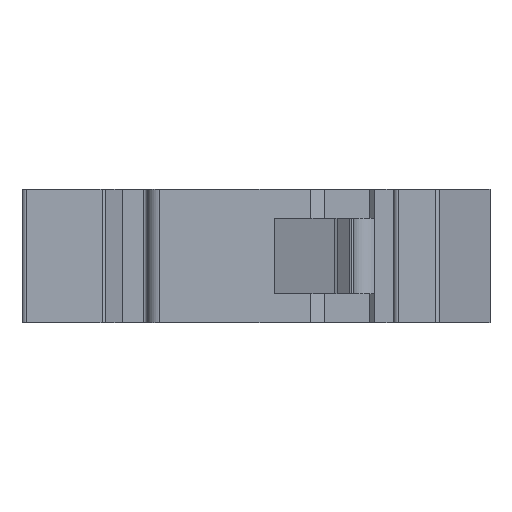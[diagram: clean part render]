
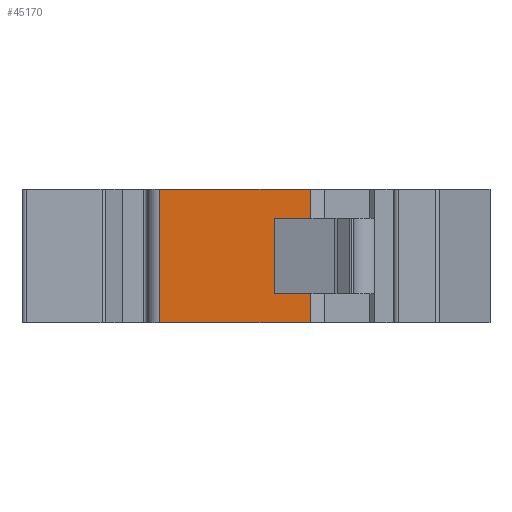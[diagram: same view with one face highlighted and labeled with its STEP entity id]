
A CAD part, front view. The second image highlights one B-rep face of the part: STEP entity #45170.
In plain terms, the highlighted planar face has unit normal (0, -1, 0).
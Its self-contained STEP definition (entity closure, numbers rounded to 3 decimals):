
#6480=CARTESIAN_POINT('',(7.168,-9.8,-12.5));
#6490=VERTEX_POINT('',#6480);
#6520=CARTESIAN_POINT('',(0.,-9.8,-12.5));
#6530=DIRECTION('',(-1.,0.,0.));
#6540=VECTOR('',#6530,1.);
#6550=LINE('',#6520,#6540);
#6560=CARTESIAN_POINT('',(2.9,-9.8,-12.5));
#6570=VERTEX_POINT('',#6560);
#6580=EDGE_CURVE('',#6490,#6570,#6550,.T.);
#14950=CARTESIAN_POINT('',(7.168,-9.8,
0.));
#14960=VERTEX_POINT('',#14950);
#14990=CARTESIAN_POINT('',(0.,-9.8,0.));
#15000=DIRECTION('',(-1.,0.,0.));
#15010=VECTOR('',#15000,1.);
#15020=LINE('',#14990,#15010);
#15030=CARTESIAN_POINT('',(-10.8,-9.8,0.)
);
#15040=VERTEX_POINT('',#15030);
#15050=EDGE_CURVE('',#14960,#15040,#15020,.T.);
#20370=CARTESIAN_POINT('',(2.9,-9.8,0.));
#20380=DIRECTION('',(0.,0.,1.));
#20390=VECTOR('',#20380,1.);
#20400=LINE('',#20370,#20390);
#20410=CARTESIAN_POINT('',(2.9,-9.8,-3.5));
#20420=VERTEX_POINT('',#20410);
#20430=EDGE_CURVE('',#6570,#20420,#20400,.T.);
#25070=CARTESIAN_POINT('',(-10.8,-9.8,-16.));
#25080=VERTEX_POINT('',#25070);
#25130=CARTESIAN_POINT('',(-10.8,-9.8,0.));
#25140=DIRECTION('',(0.,0.,-1.));
#25150=VECTOR('',#25140,1.);
#25160=LINE('',#25130,#25150);
#25170=EDGE_CURVE('',#15040,#25080,#25160,.T.);
#25990=CARTESIAN_POINT('',(7.168,-9.8,-16.));
#26000=VERTEX_POINT('',#25990);
#26030=CARTESIAN_POINT('',(7.168,-9.8,0.));
#26040=DIRECTION('',(0.,0.,-1.));
#26050=VECTOR('',#26040,1.);
#26060=LINE('',#26030,#26050);
#26070=EDGE_CURVE('',#6490,#26000,#26060,.T.);
#32060=CARTESIAN_POINT('',(0.,-9.8,-3.5));
#32070=DIRECTION('',(1.,0.,0.));
#32080=VECTOR('',#32070,1.);
#32090=LINE('',#32060,#32080);
#32100=CARTESIAN_POINT('',(7.168,-9.8,-3.5));
#32110=VERTEX_POINT('',#32100);
#32120=EDGE_CURVE('',#20420,#32110,#32090,.T.);
#33660=CARTESIAN_POINT('',(7.168,-9.8,0.));
#33670=DIRECTION('',(0.,0.,1.));
#33680=VECTOR('',#33670,1.);
#33690=LINE('',#33660,#33680);
#33700=EDGE_CURVE('',#32110,#14960,#33690,.T.);
#41240=CARTESIAN_POINT('',(0.,-9.8,-16.));
#41250=DIRECTION('',(-1.,0.,0.));
#41260=VECTOR('',#41250,1.);
#41270=LINE('',#41240,#41260);
#41280=EDGE_CURVE('',#26000,#25080,#41270,.T.);
#45020=CARTESIAN_POINT('',(8.727,-9.8,
0.));
#45030=DIRECTION('',(-0.,-1.,-0.));
#45040=DIRECTION('',(-1.,0.,0.));
#45050=AXIS2_PLACEMENT_3D('',#45020,#45030,#45040);
#45060=PLANE('',#45050);
#45070=ORIENTED_EDGE('',*,*,#26070,.F.);
#45080=ORIENTED_EDGE('',*,*,#41280,.F.);
#45090=ORIENTED_EDGE('',*,*,#25170,.T.);
#45100=ORIENTED_EDGE('',*,*,#15050,.T.);
#45110=ORIENTED_EDGE('',*,*,#33700,.T.);
#45120=ORIENTED_EDGE('',*,*,#32120,.T.);
#45130=ORIENTED_EDGE('',*,*,#20430,.T.);
#45140=ORIENTED_EDGE('',*,*,#6580,.T.);
#45150=EDGE_LOOP('',(#45140,#45130,#45120,#45110,#45100,#45090,#45080,
#45070));
#45160=FACE_OUTER_BOUND('',#45150,.T.);
#45170=ADVANCED_FACE('',(#45160),#45060,.T.);
